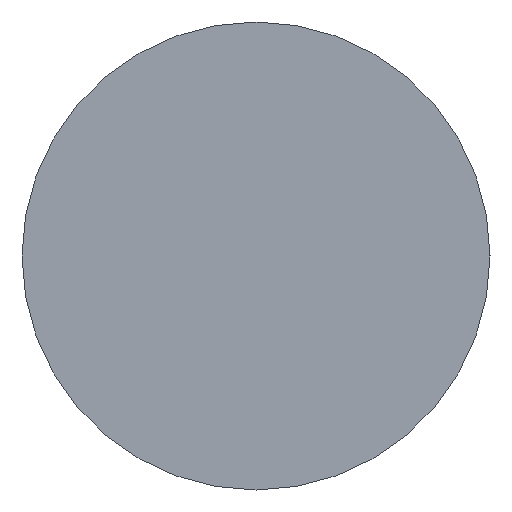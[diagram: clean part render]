
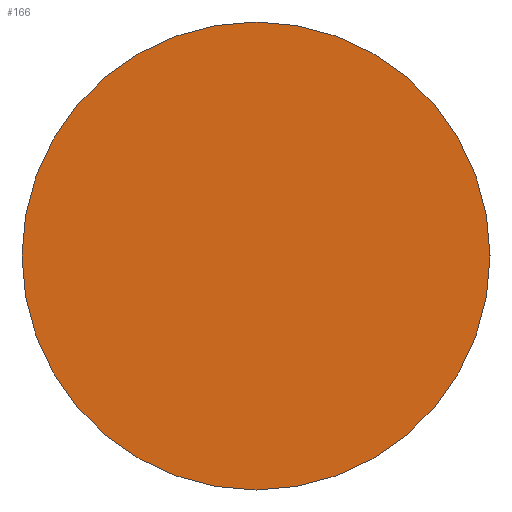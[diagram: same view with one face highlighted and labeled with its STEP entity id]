
A CAD part, left-side view. The second image highlights one B-rep face of the part: STEP entity #166.
In plain terms, the highlighted planar face has unit normal (-1, 0, 0).
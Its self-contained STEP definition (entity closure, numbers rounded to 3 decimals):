
#48=ORIENTED_EDGE('',*,*,#84,.F.);
#84=EDGE_CURVE('',#102,#102,#116,.T.);
#102=VERTEX_POINT('',#262);
#116=CIRCLE('',#192,19.5);
#122=EDGE_LOOP('',(#48));
#140=FACE_BOUND('',#122,.T.);
#158=PLANE('',#191);
#166=ADVANCED_FACE('',(#140),#158,.F.);
#191=AXIS2_PLACEMENT_3D('',#260,#211,#212);
#192=AXIS2_PLACEMENT_3D('',#261,#213,#214);
#211=DIRECTION('',(1.,0.,0.));
#212=DIRECTION('',(0.,0.,-1.));
#213=DIRECTION('',(1.,0.,0.));
#214=DIRECTION('',(0.,0.,-1.));
#260=CARTESIAN_POINT('',(-33.5,0.,0.));
#261=CARTESIAN_POINT('',(-33.5,0.,0.));
#262=CARTESIAN_POINT('',(-33.5,0.,-19.5));
